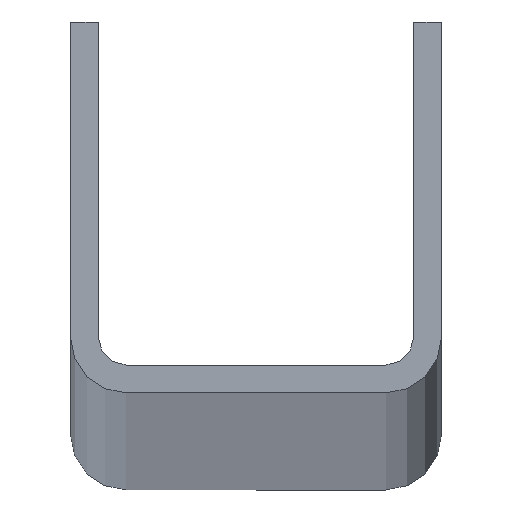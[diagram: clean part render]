
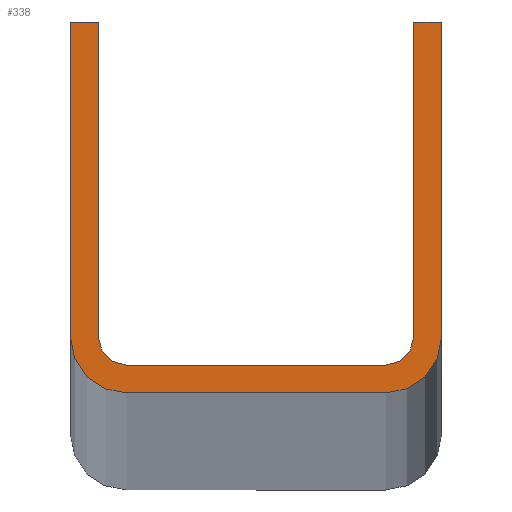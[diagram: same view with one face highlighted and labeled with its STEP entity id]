
A CAD part, top view. The second image highlights one B-rep face of the part: STEP entity #338.
In plain terms, the highlighted planar face has unit normal (0, 0, 1).
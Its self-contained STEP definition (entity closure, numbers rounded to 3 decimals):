
#3 = ORIENTED_EDGE ( 'NONE', *, *, #195, .T. ) ;
#12 = EDGE_CURVE ( 'NONE', #424, #288, #50, .T. ) ;
#13 = CARTESIAN_POINT ( 'NONE',  ( -14., 3., 6000. ) ) ;
#15 = CARTESIAN_POINT ( 'NONE',  ( -14., 3., 6000. ) ) ;
#21 = DIRECTION ( 'NONE',  ( 0., 1., 0. ) ) ;
#23 = VERTEX_POINT ( 'NONE', #430 ) ;
#24 = EDGE_CURVE ( 'NONE', #109, #424, #282, .T. ) ;
#33 = VERTEX_POINT ( 'NONE', #469 ) ;
#35 = DIRECTION ( 'NONE',  ( 0., 0., 1. ) ) ;
#41 = EDGE_CURVE ( 'NONE', #23, #33, #75, .T. ) ;
#50 = LINE ( 'NONE', #202, #68 ) ;
#52 = ORIENTED_EDGE ( 'NONE', *, *, #403, .T. ) ;
#55 = CARTESIAN_POINT ( 'NONE',  ( 17., 6., 6000. ) ) ;
#56 = EDGE_CURVE ( 'NONE', #312, #174, #242, .T. ) ;
#63 = DIRECTION ( 'NONE',  ( -1., 0., 0. ) ) ;
#68 = VECTOR ( 'NONE', #21, 1000. ) ;
#69 = VERTEX_POINT ( 'NONE', #346 ) ;
#75 = CIRCLE ( 'NONE', #442, 3. ) ;
#77 = CARTESIAN_POINT ( 'NONE',  ( -14., 6., 6000. ) ) ;
#78 = DIRECTION ( 'NONE',  ( 0., 0., -1. ) ) ;
#83 = VECTOR ( 'NONE', #267, 1000. ) ;
#87 = AXIS2_PLACEMENT_3D ( 'NONE', #105, #135, #179 ) ;
#90 = EDGE_CURVE ( 'NONE', #173, #131, #158, .T. ) ;
#96 = DIRECTION ( 'NONE',  ( -1., 0., 0. ) ) ;
#105 = CARTESIAN_POINT ( 'NONE',  ( 14., 6., 6000. ) ) ;
#109 = VERTEX_POINT ( 'NONE', #410 ) ;
#113 = DIRECTION ( 'NONE',  ( 0., 0., -1. ) ) ;
#114 = EDGE_CURVE ( 'NONE', #174, #173, #407, .T. ) ;
#116 = CARTESIAN_POINT ( 'NONE',  ( -14., 0., 6000. ) ) ;
#120 = CARTESIAN_POINT ( 'NONE',  ( 20., 40., 6000. ) ) ;
#126 = CARTESIAN_POINT ( 'NONE',  ( -17., 40., 6000. ) ) ;
#128 = EDGE_CURVE ( 'NONE', #319, #69, #215, .T. ) ;
#131 = VERTEX_POINT ( 'NONE', #116 ) ;
#135 = DIRECTION ( 'NONE',  ( 0., 0., 1. ) ) ;
#137 = LINE ( 'NONE', #385, #334 ) ;
#139 = VERTEX_POINT ( 'NONE', #298 ) ;
#158 = CIRCLE ( 'NONE', #379, 6. ) ;
#167 = LINE ( 'NONE', #55, #307 ) ;
#173 = VERTEX_POINT ( 'NONE', #286 ) ;
#174 = VERTEX_POINT ( 'NONE', #436 ) ;
#177 = ORIENTED_EDGE ( 'NONE', *, *, #438, .T. ) ;
#179 = DIRECTION ( 'NONE',  ( -1., 0., 0. ) ) ;
#194 = CARTESIAN_POINT ( 'NONE',  ( -17., 40., 6000. ) ) ;
#195 = EDGE_CURVE ( 'NONE', #288, #139, #229, .T. ) ;
#199 = DIRECTION ( 'NONE',  ( 0., -1., 0. ) ) ;
#202 = CARTESIAN_POINT ( 'NONE',  ( 20., 6., 6000. ) ) ;
#203 = ORIENTED_EDGE ( 'NONE', *, *, #128, .T. ) ;
#207 = CARTESIAN_POINT ( 'NONE',  ( -20., 40., 6000. ) ) ;
#210 = DIRECTION ( 'NONE',  ( 0., 0., -1. ) ) ;
#212 = EDGE_LOOP ( 'NONE', ( #361, #474, #431, #52, #415, #434, #3, #177, #330, #359, #203, #400 ) ) ;
#215 = CIRCLE ( 'NONE', #454, 3. ) ;
#223 = CARTESIAN_POINT ( 'NONE',  ( -14., 6., 6000. ) ) ;
#229 = LINE ( 'NONE', #455, #83 ) ;
#232 = EDGE_CURVE ( 'NONE', #33, #319, #305, .T. ) ;
#241 = DIRECTION ( 'NONE',  ( -1., 0., 0. ) ) ;
#242 = LINE ( 'NONE', #207, #257 ) ;
#245 = CARTESIAN_POINT ( 'NONE',  ( 20., 6., 6000. ) ) ;
#257 = VECTOR ( 'NONE', #63, 1000. ) ;
#265 = VECTOR ( 'NONE', #268, 1000. ) ;
#267 = DIRECTION ( 'NONE',  ( -1., 0., 0. ) ) ;
#268 = DIRECTION ( 'NONE',  ( -1., 0., 0. ) ) ;
#269 = DIRECTION ( 'NONE',  ( 0., 1., 0. ) ) ;
#282 = CIRCLE ( 'NONE', #87, 6. ) ;
#286 = CARTESIAN_POINT ( 'NONE',  ( -20., 6., 6000. ) ) ;
#288 = VERTEX_POINT ( 'NONE', #120 ) ;
#298 = CARTESIAN_POINT ( 'NONE',  ( 17., 40., 6000. ) ) ;
#299 = PLANE ( 'NONE',  #353 ) ;
#305 = LINE ( 'NONE', #15, #265 ) ;
#307 = VECTOR ( 'NONE', #199, 1000. ) ;
#310 = LINE ( 'NONE', #126, #409 ) ;
#312 = VERTEX_POINT ( 'NONE', #194 ) ;
#319 = VERTEX_POINT ( 'NONE', #13 ) ;
#323 = CARTESIAN_POINT ( 'NONE',  ( 14., 6., 6000. ) ) ;
#329 = DIRECTION ( 'NONE',  ( -1., 0., 0. ) ) ;
#330 = ORIENTED_EDGE ( 'NONE', *, *, #41, .T. ) ;
#331 = CARTESIAN_POINT ( 'NONE',  ( -20., 40., 6000. ) ) ;
#334 = VECTOR ( 'NONE', #426, 1000. ) ;
#338 = ADVANCED_FACE ( 'NONE', ( #343 ), #299, .F. ) ;
#343 = FACE_OUTER_BOUND ( 'NONE', #212, .T. ) ;
#346 = CARTESIAN_POINT ( 'NONE',  ( -17., 6., 6000. ) ) ;
#353 = AXIS2_PLACEMENT_3D ( 'NONE', #449, #78, #241 ) ;
#359 = ORIENTED_EDGE ( 'NONE', *, *, #232, .T. ) ;
#361 = ORIENTED_EDGE ( 'NONE', *, *, #56, .T. ) ;
#369 = DIRECTION ( 'NONE',  ( -1., 0., 0. ) ) ;
#379 = AXIS2_PLACEMENT_3D ( 'NONE', #77, #35, #369 ) ;
#385 = CARTESIAN_POINT ( 'NONE',  ( -14., 0., 6000. ) ) ;
#399 = DIRECTION ( 'NONE',  ( 0., -1., 0. ) ) ;
#400 = ORIENTED_EDGE ( 'NONE', *, *, #458, .T. ) ;
#403 = EDGE_CURVE ( 'NONE', #131, #109, #137, .T. ) ;
#407 = LINE ( 'NONE', #331, #447 ) ;
#409 = VECTOR ( 'NONE', #269, 1000. ) ;
#410 = CARTESIAN_POINT ( 'NONE',  ( 14., 0., 6000. ) ) ;
#415 = ORIENTED_EDGE ( 'NONE', *, *, #24, .T. ) ;
#424 = VERTEX_POINT ( 'NONE', #245 ) ;
#426 = DIRECTION ( 'NONE',  ( 1., 0., 0. ) ) ;
#430 = CARTESIAN_POINT ( 'NONE',  ( 17., 6., 6000. ) ) ;
#431 = ORIENTED_EDGE ( 'NONE', *, *, #90, .T. ) ;
#434 = ORIENTED_EDGE ( 'NONE', *, *, #12, .T. ) ;
#436 = CARTESIAN_POINT ( 'NONE',  ( -20., 40., 6000. ) ) ;
#438 = EDGE_CURVE ( 'NONE', #139, #23, #167, .T. ) ;
#442 = AXIS2_PLACEMENT_3D ( 'NONE', #323, #210, #96 ) ;
#447 = VECTOR ( 'NONE', #399, 1000. ) ;
#449 = CARTESIAN_POINT ( 'NONE',  ( -14., 6., 6000. ) ) ;
#454 = AXIS2_PLACEMENT_3D ( 'NONE', #223, #113, #329 ) ;
#455 = CARTESIAN_POINT ( 'NONE',  ( 17., 40., 6000. ) ) ;
#458 = EDGE_CURVE ( 'NONE', #69, #312, #310, .T. ) ;
#469 = CARTESIAN_POINT ( 'NONE',  ( 14., 3., 6000. ) ) ;
#474 = ORIENTED_EDGE ( 'NONE', *, *, #114, .T. ) ;
